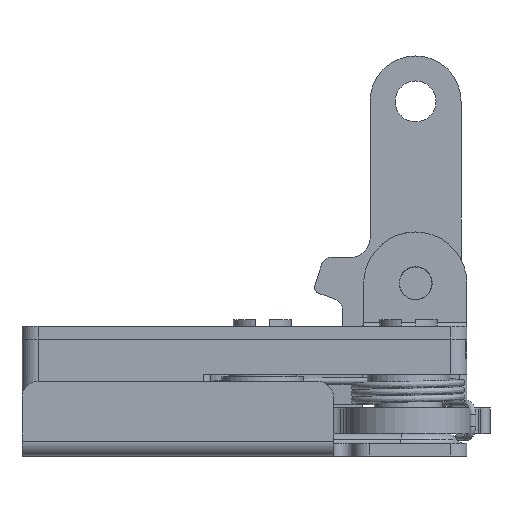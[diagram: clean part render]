
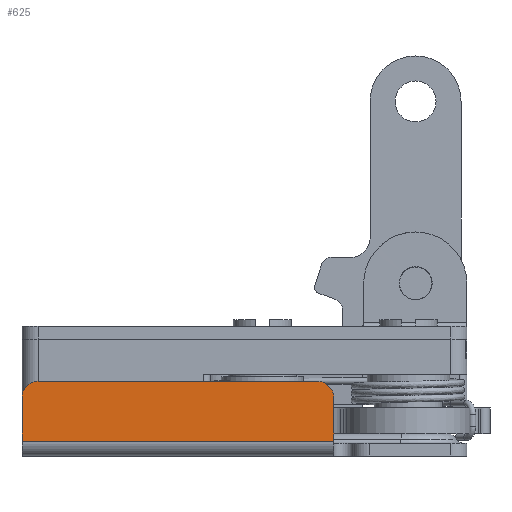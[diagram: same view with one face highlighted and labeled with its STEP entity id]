
A CAD part, front view. The second image highlights one B-rep face of the part: STEP entity #625.
In plain terms, the highlighted planar face has unit normal (0, -1, 0).
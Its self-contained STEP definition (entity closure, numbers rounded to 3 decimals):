
#625=ADVANCED_FACE('',(#1089),#1090,.T.);
#1089=FACE_OUTER_BOUND('',#2034,.T.);
#1090=PLANE('',#2035);
#2034=EDGE_LOOP('',(#4197,#4198,#4199,#4200,#4201,#4202));
#2035=AXIS2_PLACEMENT_3D('',#4203,#4204,#4205);
#4197=ORIENTED_EDGE('',*,*,#7552,.T.);
#4198=ORIENTED_EDGE('',*,*,#7553,.F.);
#4199=ORIENTED_EDGE('',*,*,#7554,.F.);
#4200=ORIENTED_EDGE('',*,*,#7555,.T.);
#4201=ORIENTED_EDGE('',*,*,#7556,.T.);
#4202=ORIENTED_EDGE('',*,*,#7557,.F.);
#4203=CARTESIAN_POINT('',(6.312,63.027,-5.75));
#4204=DIRECTION('',(0.,-1.0,0.));
#4205=DIRECTION('',(-1.0,0.,0.0));
#7552=EDGE_CURVE('',#8706,#8707,#8708,.T.);
#7553=EDGE_CURVE('',#8709,#8707,#8710,.T.);
#7554=EDGE_CURVE('',#8711,#8709,#8712,.T.);
#7555=EDGE_CURVE('',#8711,#8713,#8714,.T.);
#7556=EDGE_CURVE('',#8713,#8715,#8716,.T.);
#7557=EDGE_CURVE('',#8706,#8715,#8717,.T.);
#8706=VERTEX_POINT('',#10575);
#8707=VERTEX_POINT('',#10576);
#8708=LINE('',#10577,#10578);
#8709=VERTEX_POINT('',#10579);
#8710=CIRCLE('',#10580,2.5);
#8711=VERTEX_POINT('',#10581);
#8712=LINE('',#10582,#10583);
#8713=VERTEX_POINT('',#10584);
#8714=LINE('',#10585,#10586);
#8715=VERTEX_POINT('',#10587);
#8716=LINE('',#10588,#10589);
#8717=CIRCLE('',#10590,2.5);
#10575=CARTESIAN_POINT('',(3.812,63.027,5.75));
#10576=CARTESIAN_POINT('',(-39.188,63.027,5.75));
#10577=CARTESIAN_POINT('',(6.312,63.027,5.75));
#10578=VECTOR('',#13294,1.0);
#10579=CARTESIAN_POINT('',(-41.688,63.027,3.25));
#10580=AXIS2_PLACEMENT_3D('',#13295,#13296,#13297);
#10581=CARTESIAN_POINT('',(-41.688,63.027,-3.45));
#10582=CARTESIAN_POINT('',(-41.688,63.027,-5.75));
#10583=VECTOR('',#13298,1.0);
#10584=CARTESIAN_POINT('',(6.312,63.027,-3.45));
#10585=CARTESIAN_POINT('',(6.312,63.027,-3.45));
#10586=VECTOR('',#13299,1.0);
#10587=CARTESIAN_POINT('',(6.312,63.027,3.25));
#10588=CARTESIAN_POINT('',(6.312,63.027,-5.75));
#10589=VECTOR('',#13300,1.0);
#10590=AXIS2_PLACEMENT_3D('',#13301,#13302,#13303);
#13294=DIRECTION('',(-1.0,0.,0.));
#13295=CARTESIAN_POINT('',(-39.188,63.027,3.25));
#13296=DIRECTION('',(0.,1.0,0.));
#13297=DIRECTION('',(-1.0,0.,0.0));
#13298=DIRECTION('',(0.,0.,1.0));
#13299=DIRECTION('',(1.0,0.,0.0));
#13300=DIRECTION('',(0.,0.,1.0));
#13301=CARTESIAN_POINT('',(3.812,63.027,3.25));
#13302=DIRECTION('',(0.,1.0,0.));
#13303=DIRECTION('',(-1.0,0.,0.0));
